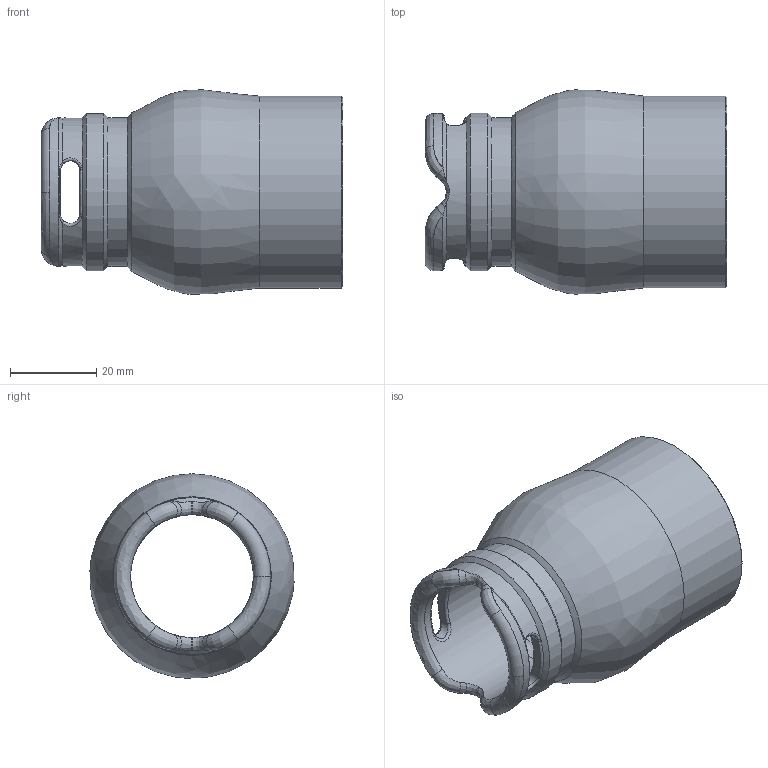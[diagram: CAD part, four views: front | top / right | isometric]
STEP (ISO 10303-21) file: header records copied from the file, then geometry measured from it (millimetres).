
FILE_DESCRIPTION(/* description */ ('','CAx-IF Rec.Pracs.---Representation and Presentation of Product Manufacturing Information (PMI)---4.0---2014-10-13'),/* implementation_level */ '2;1');
FILE_NAME(/* name */ 'Bosch GEX 40-150 Festool Adapter.step',/* time_stamp */ '2025-02-20T09:14:08+01:00',/* author */ (''),/* organization */ (''),/* preprocessor_version */ 'ST-DEVELOPER v20',/* originating_system */ 'Autodesk Translation Framework v13.20.0.188',/* authorisation */ '');
FILE_SCHEMA (('AP242_MANAGED_MODEL_BASED_3D_ENGINEERING_MIM_LF { 1 0 10303 442 1 1 4 }'));
Length unit declared in the file: millimetre
Products named in the file (1): Bosch GEX 40-150 Festool Adapter
Bounding box: 70 x 47.34 x 47.4 mm (x, y, z)
Volume: 35917.4 mm3; surface area: 17456.8 mm2
Topology: 1 solids, 1 shells, 225 faces, 577 edges, 354 vertices
Faces by surface type: bspline 182, cylinder 16, cone 13, plane 11, torus 3
Full cylindrical faces by diameter (mm): 28.5 x1, 34.5 x1, 36.5 x2, 44.5 x1
Entity records: 18315 total; most frequent: CARTESIAN_POINT 14343, ORIENTED_EDGE 1154, EDGE_CURVE 577, B_SPLINE_CURVE_WITH_KNOTS 490, VERTEX_POINT 354, DIRECTION 235, EDGE_LOOP 231, FACE_OUTER_BOUND 225
